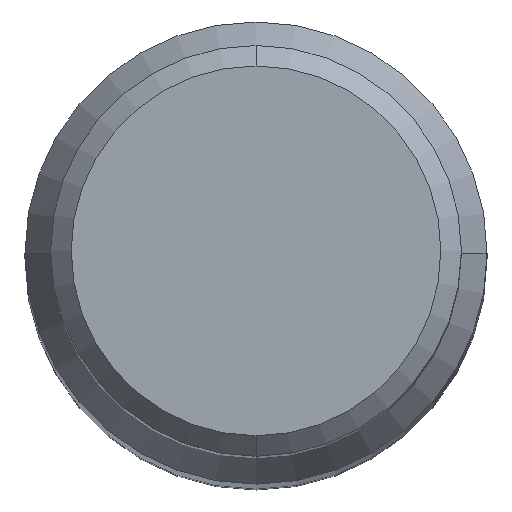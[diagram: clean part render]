
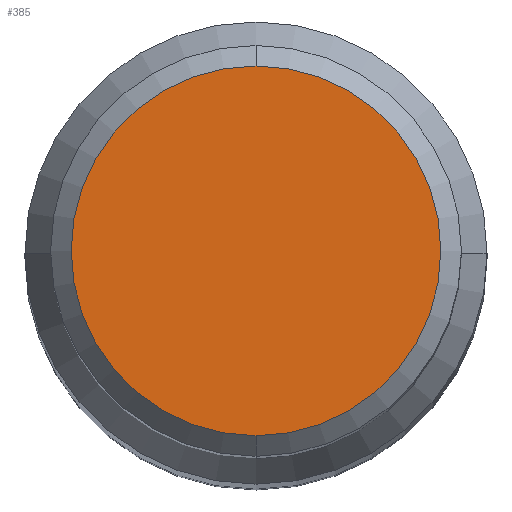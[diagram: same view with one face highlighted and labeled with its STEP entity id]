
A CAD part, top view. The second image highlights one B-rep face of the part: STEP entity #385.
In plain terms, the highlighted planar face has unit normal (0, 0, 1).
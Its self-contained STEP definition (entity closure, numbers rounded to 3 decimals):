
#349=EDGE_CURVE('',#373,#417,#725,.T.);
#373=VERTEX_POINT('',#752);
#385=ADVANCED_FACE('',(#766),#767,.T.);
#417=VERTEX_POINT('',#802);
#489=EDGE_CURVE('',#417,#373,#881,.T.);
#725=CIRCLE('',#1319,7.2);
#752=CARTESIAN_POINT('',(0.0,7.2,0.0));
#766=FACE_OUTER_BOUND('',#1384,.T.);
#767=PLANE('',#1385);
#802=CARTESIAN_POINT('',(0.,-7.2,0.0));
#881=CIRCLE('',#1621,7.2);
#1319=AXIS2_PLACEMENT_3D('',#1902,#1903,#1904);
#1384=EDGE_LOOP('',(#1950,#1951));
#1385=AXIS2_PLACEMENT_3D('',#1952,#1953,#1954);
#1621=AXIS2_PLACEMENT_3D('',#2083,#2084,#2085);
#1902=CARTESIAN_POINT('',(0.0,0.0,0.0));
#1903=DIRECTION('',(0.0,0.0,-1.0));
#1904=DIRECTION('',(0.0,1.0,0.0));
#1950=ORIENTED_EDGE('',*,*,#349,.F.);
#1951=ORIENTED_EDGE('',*,*,#489,.F.);
#1952=CARTESIAN_POINT('',(0.0,3.6,0.0));
#1953=DIRECTION('',(-0.0,0.0,1.0));
#1954=DIRECTION('',(0.0,-1.0,0.0));
#2083=CARTESIAN_POINT('',(0.0,0.0,0.0));
#2084=DIRECTION('',(0.0,0.0,-1.0));
#2085=DIRECTION('',(0.0,1.0,0.0));
